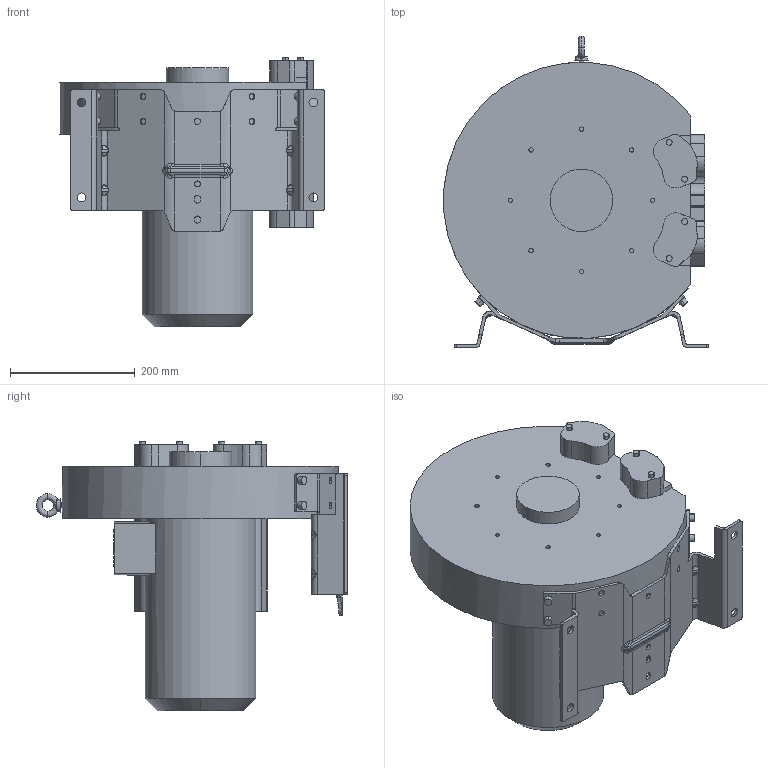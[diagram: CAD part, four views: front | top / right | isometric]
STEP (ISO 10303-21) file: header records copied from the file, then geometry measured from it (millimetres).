
FILE_DESCRIPTION(/* description */ (''),/* implementation_level */ '2;1');
FILE_NAME(/* name */ '4RB 610-0AQ16-1-50HZ.stp',/* time_stamp */ '2025-12-12T14:15:43+08:00',/* author */ (''),/* organization */ (''),/* preprocessor_version */ 'ST-DEVELOPER v16',/* originating_system */ 'SIEMENS PLM Software NX 11.0',/* authorisation */ '');
FILE_SCHEMA (('AUTOMOTIVE_DESIGN { 1 0 10303 214 3 1 1 1 }'));
Length unit declared in the file: millimetre
Products named in the file (1): Admi2CBCC2354yqm
Bounding box: 423.45 x 498.78 x 432.08 mm (x, y, z)
Volume: 22538329.4 mm3; surface area: 907284.6 mm2
Topology: 1 solids, 1 shells, 515 faces, 1316 edges, 841 vertices
Faces by surface type: cylinder 247, plane 170, bspline 76, torus 10, cone 7, sphere 5
Full cylindrical faces by diameter (mm): 26 x1, 59 x1, 177.4 x1
Entity records: 20858 total; most frequent: CARTESIAN_POINT 8929, ORIENTED_EDGE 2622, DIRECTION 2300, EDGE_CURVE 1311, AXIS2_PLACEMENT_3D 871, VERTEX_POINT 839, EDGE_LOOP 580, LINE 558
